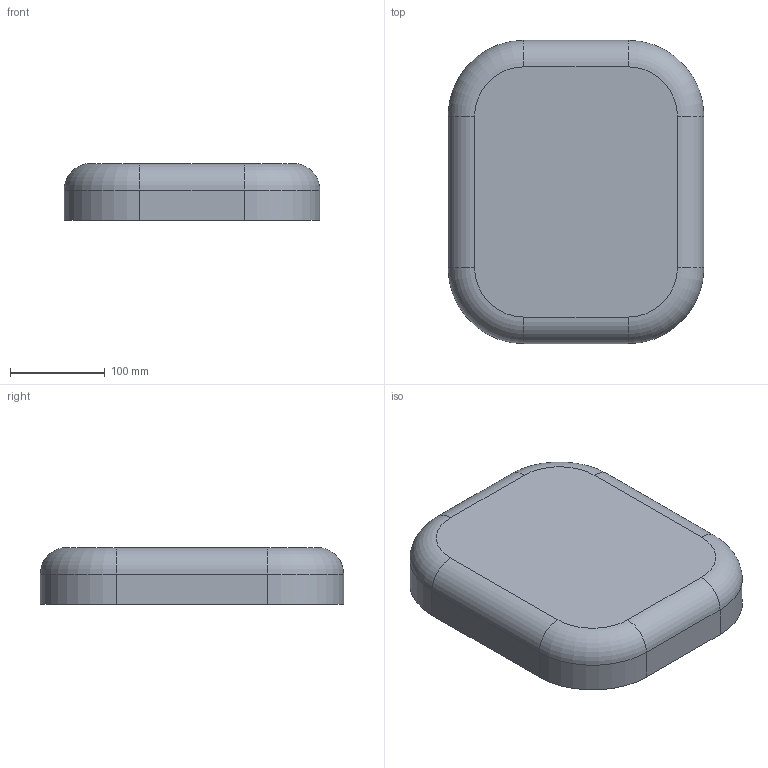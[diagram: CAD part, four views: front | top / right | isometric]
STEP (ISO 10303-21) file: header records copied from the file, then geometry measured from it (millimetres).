
FILE_DESCRIPTION(/* description */ (''),/* implementation_level */ '2;1');
FILE_NAME(/* name */ '2022-05-07_Getriebe-Deckel.stp',/* time_stamp */ '2022-05-07T15:13:59+02:00',/* author */ ('SCHWAAB'),/* organization */ (''),/* preprocessor_version */ 'ST-DEVELOPER v18.1',/* originating_system */ 'Autodesk Inventor 2020',/* authorisation */ '');
FILE_SCHEMA (('AUTOMOTIVE_DESIGN { 1 0 10303 214 3 1 1 }'));
Length unit declared in the file: millimetre
Products named in the file (1): 2022-05-07_Getriebe-Deckel
Bounding box: 270 x 320 x 60 mm (x, y, z)
Volume: 1416563.8 mm3; surface area: 258711.5 mm2
Topology: 1 solids, 1 shells, 67 faces, 172 edges, 108 vertices
Faces by surface type: cylinder 32, plane 23, torus 12
Full cylindrical faces by diameter (mm): 12 x4
Entity records: 2163 total; most frequent: CARTESIAN_POINT 424, DIRECTION 380, ORIENTED_EDGE 344, EDGE_CURVE 172, AXIS2_PLACEMENT_3D 148, VERTEX_POINT 108, LINE 84, VECTOR 84
